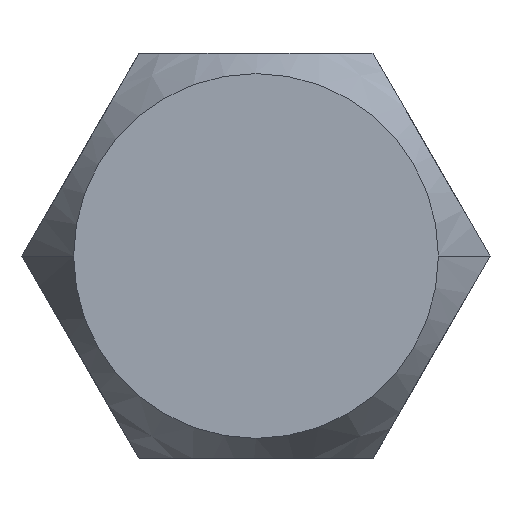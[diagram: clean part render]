
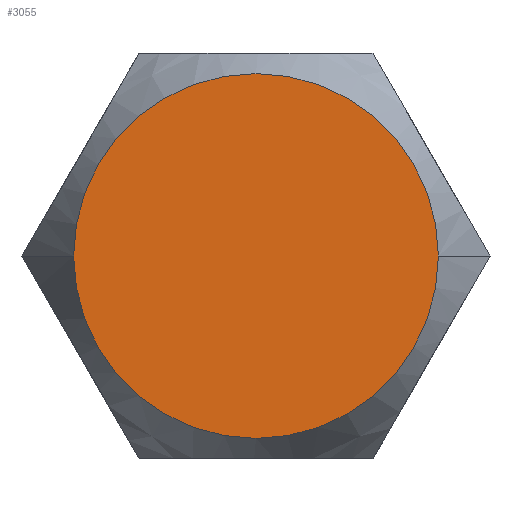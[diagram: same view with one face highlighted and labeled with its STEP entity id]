
A CAD part, front view. The second image highlights one B-rep face of the part: STEP entity #3055.
In plain terms, the highlighted planar face has unit normal (0, -1, 0).
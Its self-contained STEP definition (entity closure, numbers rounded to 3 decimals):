
#17 = DIRECTION ( 'NONE',  ( -1., 0., 0. ) ) ;
#40 = DIRECTION ( 'NONE',  ( 0., 1., 0. ) ) ;
#207 = DIRECTION ( 'NONE',  ( 0., 1., 0. ) ) ;
#215 = DIRECTION ( 'NONE',  ( -1., 0., 0. ) ) ;
#578 = CIRCLE ( 'NONE', #2224, 2.858 ) ;
#637 = CARTESIAN_POINT ( 'NONE',  ( 5.499, 0., -3.175 ) ) ;
#963 = EDGE_LOOP ( 'NONE', ( #2899, #3824 ) ) ;
#1161 = CARTESIAN_POINT ( 'NONE',  ( 0., 0., 0. ) ) ;
#1331 = EDGE_CURVE ( 'NONE', #3535, #1683, #578, .T. ) ;
#1683 = VERTEX_POINT ( 'NONE', #3418 ) ;
#2109 = DIRECTION ( 'NONE',  ( -1., 0., 0. ) ) ;
#2224 = AXIS2_PLACEMENT_3D ( 'NONE', #4059, #2819, #215 ) ;
#2295 = EDGE_CURVE ( 'NONE', #1683, #3535, #3650, .T. ) ;
#2468 = AXIS2_PLACEMENT_3D ( 'NONE', #1161, #207, #2109 ) ;
#2566 = PLANE ( 'NONE',  #2757 ) ;
#2644 = FACE_OUTER_BOUND ( 'NONE', #963, .T. ) ;
#2757 = AXIS2_PLACEMENT_3D ( 'NONE', #637, #40, #17 ) ;
#2819 = DIRECTION ( 'NONE',  ( 0., 1., 0. ) ) ;
#2899 = ORIENTED_EDGE ( 'NONE', *, *, #1331, .F. ) ;
#3055 = ADVANCED_FACE ( 'NONE', ( #2644 ), #2566, .F. ) ;
#3418 = CARTESIAN_POINT ( 'NONE',  ( 2.858, 0., 0. ) ) ;
#3535 = VERTEX_POINT ( 'NONE', #3574 ) ;
#3574 = CARTESIAN_POINT ( 'NONE',  ( -2.858, 0., 0. ) ) ;
#3650 = CIRCLE ( 'NONE', #2468, 2.858 ) ;
#3824 = ORIENTED_EDGE ( 'NONE', *, *, #2295, .F. ) ;
#4059 = CARTESIAN_POINT ( 'NONE',  ( 0., 0., 0. ) ) ;
